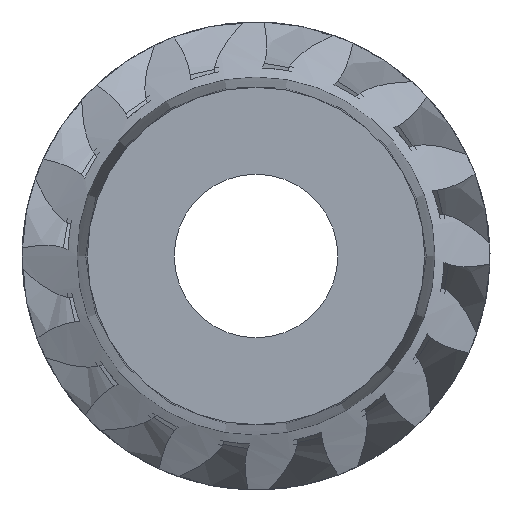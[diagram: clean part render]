
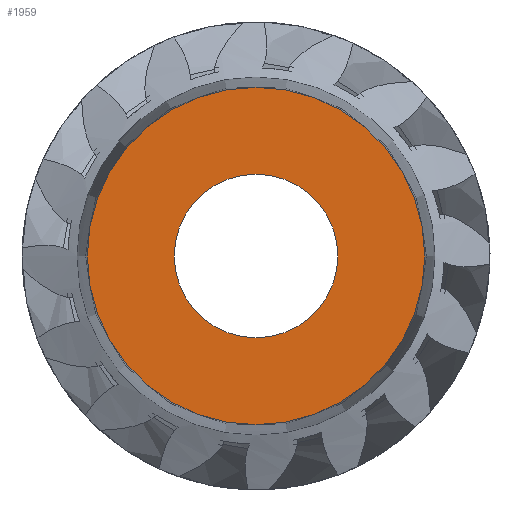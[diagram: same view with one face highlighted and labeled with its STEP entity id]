
A CAD part, front view. The second image highlights one B-rep face of the part: STEP entity #1959.
In plain terms, the highlighted planar face has unit normal (0, -1, 0).
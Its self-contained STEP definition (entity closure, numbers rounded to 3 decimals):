
#336=FACE_BOUND('',#473,.T.);
#340=PLANE('',#2070);
#366=FACE_OUTER_BOUND('',#472,.T.);
#472=EDGE_LOOP('',(#1291));
#473=EDGE_LOOP('',(#1292));
#657=CIRCLE('',#2067,8.25);
#659=CIRCLE('',#2071,4.);
#714=VERTEX_POINT('',#2358);
#716=VERTEX_POINT('',#2366);
#949=EDGE_CURVE('',#714,#714,#657,.T.);
#952=EDGE_CURVE('',#716,#716,#659,.T.);
#1291=ORIENTED_EDGE('',*,*,#949,.F.);
#1292=ORIENTED_EDGE('',*,*,#952,.F.);
#1959=ADVANCED_FACE('',(#366,#336),#340,.F.);
#2067=AXIS2_PLACEMENT_3D('',#2360,#2155,#2156);
#2070=AXIS2_PLACEMENT_3D('',#2365,#2162,#2163);
#2071=AXIS2_PLACEMENT_3D('',#2367,#2164,#2165);
#2155=DIRECTION('center_axis',(0.,1.,0.));
#2156=DIRECTION('ref_axis',(1.,0.,0.));
#2162=DIRECTION('center_axis',(0.,1.,0.));
#2163=DIRECTION('ref_axis',(1.,0.,0.));
#2164=DIRECTION('center_axis',(0.,-1.,0.));
#2165=DIRECTION('ref_axis',(1.,0.,0.));
#2358=CARTESIAN_POINT('',(132.61,-8.6,17.136));
#2360=CARTESIAN_POINT('Origin',(140.86,-8.6,17.136));
#2365=CARTESIAN_POINT('Origin',(140.86,-8.6,17.136));
#2366=CARTESIAN_POINT('',(136.86,-8.6,17.136));
#2367=CARTESIAN_POINT('Origin',(140.86,-8.6,17.136));
